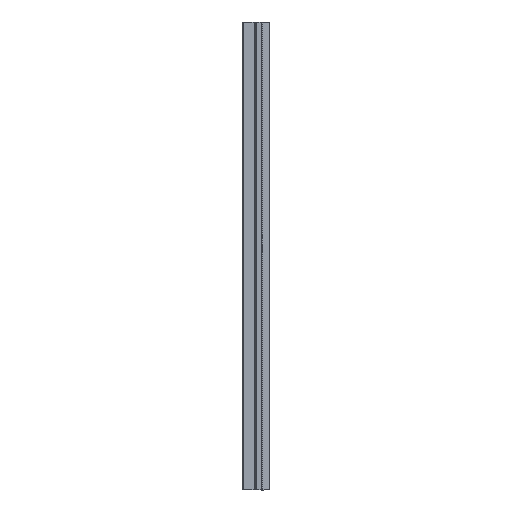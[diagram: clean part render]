
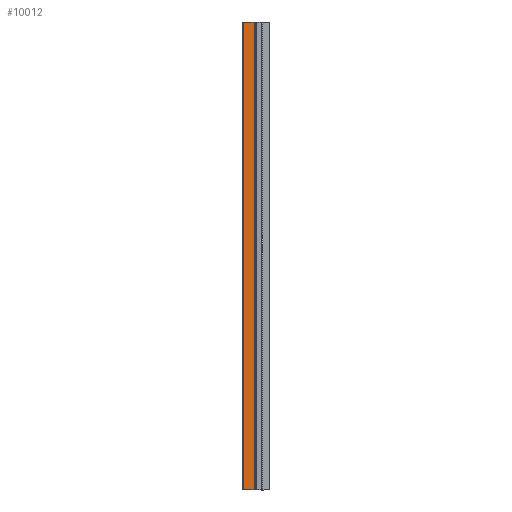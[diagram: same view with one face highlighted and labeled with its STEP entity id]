
A CAD part, left-side view. The second image highlights one B-rep face of the part: STEP entity #10012.
In plain terms, the highlighted planar face has unit normal (-1, 0, 0).
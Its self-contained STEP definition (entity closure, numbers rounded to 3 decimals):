
#148 = EDGE_CURVE ( 'NONE', #20573, #1418, #14852, .T. ) ;
#648 = DIRECTION ( 'NONE',  ( 0., 1., 0. ) ) ;
#840 = EDGE_CURVE ( 'NONE', #6947, #20647, #14568, .T. ) ;
#1418 = VERTEX_POINT ( 'NONE', #11955 ) ;
#1469 = ORIENTED_EDGE ( 'NONE', *, *, #840, .T. ) ;
#2032 = DIRECTION ( 'NONE',  ( -1., 0., 0. ) ) ;
#3596 = CARTESIAN_POINT ( 'NONE',  ( -4.95, 0.5, -90. ) ) ;
#3857 = FACE_OUTER_BOUND ( 'NONE', #15708, .T. ) ;
#6235 = CARTESIAN_POINT ( 'NONE',  ( -4.95, -0.25, -90. ) ) ;
#6917 = CARTESIAN_POINT ( 'NONE',  ( -4.95, 0.5, 90. ) ) ;
#6947 = VERTEX_POINT ( 'NONE', #3596 ) ;
#8005 = VECTOR ( 'NONE', #13988, 1000. ) ;
#8978 = ORIENTED_EDGE ( 'NONE', *, *, #19600, .F. ) ;
#9116 = ORIENTED_EDGE ( 'NONE', *, *, #148, .T. ) ;
#10012 = ADVANCED_FACE ( 'NONE', ( #3857 ), #21435, .T. ) ;
#10249 = EDGE_CURVE ( 'NONE', #6947, #1418, #20468, .T. ) ;
#11955 = CARTESIAN_POINT ( 'NONE',  ( -4.95, 4.5, -90. ) ) ;
#12203 = CARTESIAN_POINT ( 'NONE',  ( -4.95, -0.25, 90. ) ) ;
#12210 = LINE ( 'NONE', #12203, #8005 ) ;
#12817 = CARTESIAN_POINT ( 'NONE',  ( -4.95, 0.5, -90. ) ) ;
#12996 = CARTESIAN_POINT ( 'NONE',  ( -4.95, 4.5, -90. ) ) ;
#13988 = DIRECTION ( 'NONE',  ( 0., -1., 0. ) ) ;
#14568 = B_SPLINE_CURVE_WITH_KNOTS ( 'NONE', 1,
 ( #12817, #6917 ),
 .UNSPECIFIED., .F., .F.,
 ( 2, 2 ),
 ( 0., 1. ),
 .UNSPECIFIED. ) ;
#14750 = ORIENTED_EDGE ( 'NONE', *, *, #10249, .F. ) ;
#14762 = DIRECTION ( 'NONE',  ( 0., -1., 0. ) ) ;
#14852 = B_SPLINE_CURVE_WITH_KNOTS ( 'NONE', 1,
 ( #20463, #20392 ),
 .UNSPECIFIED., .F., .F.,
 ( 2, 2 ),
 ( 0., 1. ),
 .UNSPECIFIED. ) ;
#15708 = EDGE_LOOP ( 'NONE', ( #14750, #1469, #8978, #9116 ) ) ;
#16550 = CARTESIAN_POINT ( 'NONE',  ( -4.95, 0.5, 90. ) ) ;
#17167 = AXIS2_PLACEMENT_3D ( 'NONE', #12996, #2032, #14762 ) ;
#17978 = CARTESIAN_POINT ( 'NONE',  ( -4.95, 4.5, 90. ) ) ;
#19600 = EDGE_CURVE ( 'NONE', #20573, #20647, #12210, .T. ) ;
#19965 = VECTOR ( 'NONE', #648, 1000. ) ;
#20392 = CARTESIAN_POINT ( 'NONE',  ( -4.95, 4.5, -90. ) ) ;
#20463 = CARTESIAN_POINT ( 'NONE',  ( -4.95, 4.5, 90. ) ) ;
#20468 = LINE ( 'NONE', #6235, #19965 ) ;
#20573 = VERTEX_POINT ( 'NONE', #17978 ) ;
#20647 = VERTEX_POINT ( 'NONE', #16550 ) ;
#21435 = PLANE ( 'NONE',  #17167 ) ;
